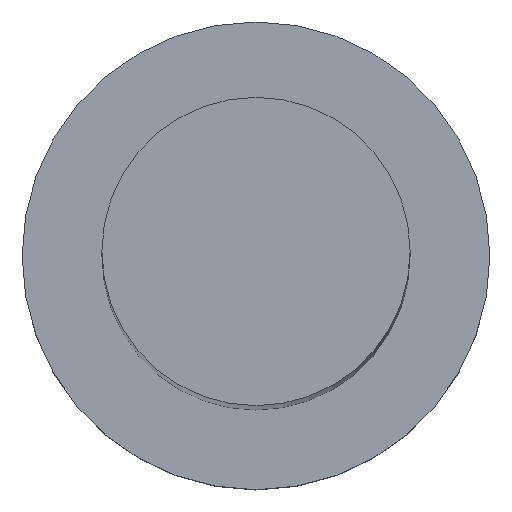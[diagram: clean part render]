
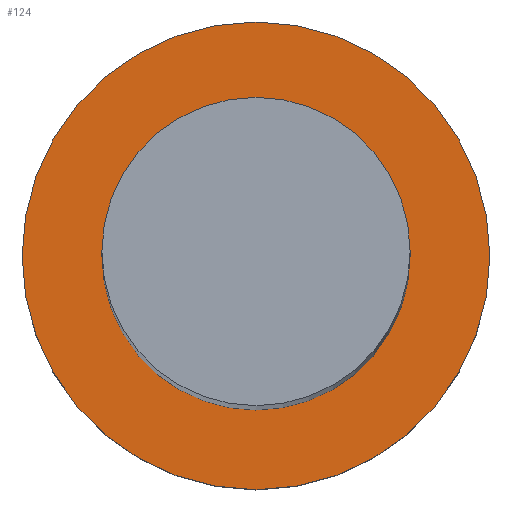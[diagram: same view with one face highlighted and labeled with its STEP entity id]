
A CAD part, top view. The second image highlights one B-rep face of the part: STEP entity #124.
In plain terms, the highlighted planar face has unit normal (0, 0, 1).
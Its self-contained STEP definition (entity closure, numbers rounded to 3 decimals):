
#2 = AXIS2_PLACEMENT_3D ( 'NONE', #235, #61, #219 ) ;
#9 = DIRECTION ( 'NONE',  ( 1., 0., 0. ) ) ;
#15 = EDGE_CURVE ( 'NONE', #147, #247, #164, .T. ) ;
#16 = CARTESIAN_POINT ( 'NONE',  ( 0., 0., 7. ) ) ;
#22 = ORIENTED_EDGE ( 'NONE', *, *, #15, .F. ) ;
#24 = DIRECTION ( 'NONE',  ( 0., 0., 1. ) ) ;
#25 = ORIENTED_EDGE ( 'NONE', *, *, #166, .T. ) ;
#26 = CIRCLE ( 'NONE', #2, 7.25 ) ;
#27 = CARTESIAN_POINT ( 'NONE',  ( 0., 0., 7. ) ) ;
#37 = FACE_OUTER_BOUND ( 'NONE', #45, .T. ) ;
#43 = ORIENTED_EDGE ( 'NONE', *, *, #214, .F. ) ;
#45 = EDGE_LOOP ( 'NONE', ( #67, #25 ) ) ;
#54 = VERTEX_POINT ( 'NONE', #187 ) ;
#61 = DIRECTION ( 'NONE',  ( 0., 0., 1. ) ) ;
#64 = CARTESIAN_POINT ( 'NONE',  ( -11., 0., 7. ) ) ;
#67 = ORIENTED_EDGE ( 'NONE', *, *, #108, .T. ) ;
#92 = DIRECTION ( 'NONE',  ( 0., 0., 1. ) ) ;
#97 = CARTESIAN_POINT ( 'NONE',  ( 0., 0., 7. ) ) ;
#99 = CIRCLE ( 'NONE', #248, 11. ) ;
#101 = DIRECTION ( 'NONE',  ( 0., 0., 1. ) ) ;
#108 = EDGE_CURVE ( 'NONE', #136, #54, #99, .T. ) ;
#111 = CIRCLE ( 'NONE', #184, 11. ) ;
#115 = DIRECTION ( 'NONE',  ( 0., 0., 1. ) ) ;
#124 = ADVANCED_FACE ( 'NONE', ( #174, #37 ), #233, .T. ) ;
#136 = VERTEX_POINT ( 'NONE', #64 ) ;
#141 = DIRECTION ( 'NONE',  ( 1., 0., 0. ) ) ;
#147 = VERTEX_POINT ( 'NONE', #218 ) ;
#152 = DIRECTION ( 'NONE',  ( 1., 0., 0. ) ) ;
#164 = CIRCLE ( 'NONE', #195, 7.25 ) ;
#166 = EDGE_CURVE ( 'NONE', #54, #136, #111, .T. ) ;
#174 = FACE_BOUND ( 'NONE', #176, .T. ) ;
#176 = EDGE_LOOP ( 'NONE', ( #22, #43 ) ) ;
#179 = DIRECTION ( 'NONE',  ( 1., 0., 0. ) ) ;
#184 = AXIS2_PLACEMENT_3D ( 'NONE', #240, #24, #141 ) ;
#187 = CARTESIAN_POINT ( 'NONE',  ( 11., 0., 7. ) ) ;
#195 = AXIS2_PLACEMENT_3D ( 'NONE', #27, #101, #9 ) ;
#204 = AXIS2_PLACEMENT_3D ( 'NONE', #97, #115, #179 ) ;
#214 = EDGE_CURVE ( 'NONE', #247, #147, #26, .T. ) ;
#217 = CARTESIAN_POINT ( 'NONE',  ( 7.25, 0., 7. ) ) ;
#218 = CARTESIAN_POINT ( 'NONE',  ( -7.25, 0., 7. ) ) ;
#219 = DIRECTION ( 'NONE',  ( 1., 0., 0. ) ) ;
#233 = PLANE ( 'NONE',  #204 ) ;
#235 = CARTESIAN_POINT ( 'NONE',  ( 0., 0., 7. ) ) ;
#240 = CARTESIAN_POINT ( 'NONE',  ( 0., 0., 7. ) ) ;
#247 = VERTEX_POINT ( 'NONE', #217 ) ;
#248 = AXIS2_PLACEMENT_3D ( 'NONE', #16, #92, #152 ) ;
